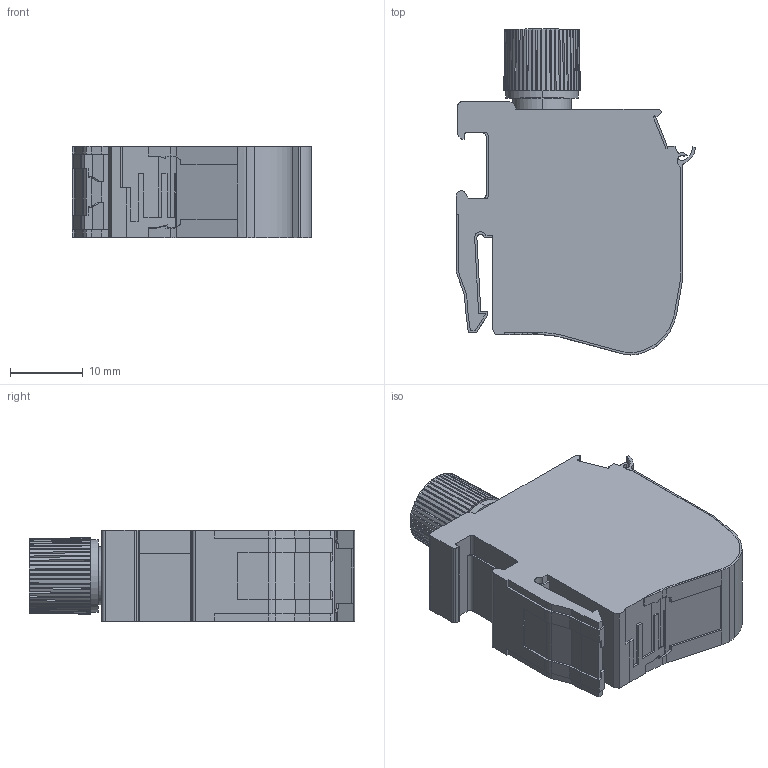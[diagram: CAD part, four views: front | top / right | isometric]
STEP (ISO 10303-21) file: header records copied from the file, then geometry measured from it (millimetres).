
FILE_DESCRIPTION (( 'STEP AP214' ), '1' );
FILE_NAME ('422027_TRV 4 S_Orange.STP', '2013-11-14T08:17:09', ( 'arge' ), ( 'Microsoft' ), 'SwSTEP 2.0', 'SolidWorks 2013', '' );
FILE_SCHEMA (( 'AUTOMOTIVE_DESIGN' ));
Length unit declared in the file: millimetre
Products named in the file (1): 422027_TRV 4 S_Orange
Bounding box: 32.97 x 44.87 x 12.57 mm (x, y, z)
Volume: 11946.3 mm3; surface area: 4727.4 mm2
Topology: 1 solids, 2 shells, 428 faces, 1236 edges, 818 vertices
Faces by surface type: plane 286, cylinder 87, cone 55
Entity records: 16023 total; most frequent: CARTESIAN_POINT 2878, ORIENTED_EDGE 2468, DIRECTION 2256, EDGE_CURVE 1234, LINE 832, VECTOR 832, VERTEX_POINT 818, AXIS2_PLACEMENT_3D 712
